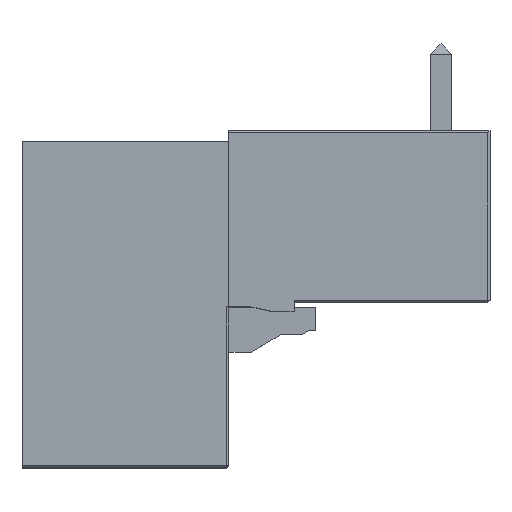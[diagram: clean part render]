
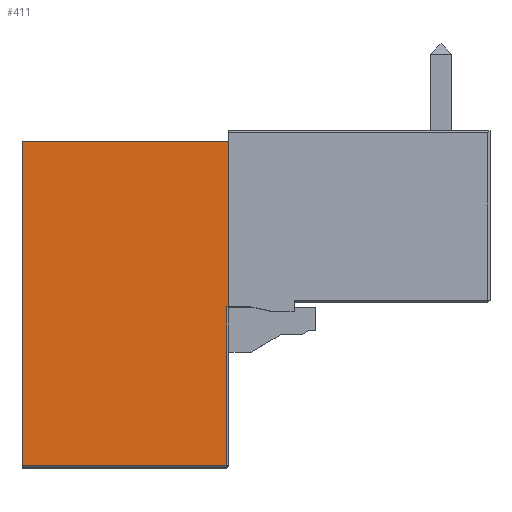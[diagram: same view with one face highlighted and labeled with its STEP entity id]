
A CAD part, top view. The second image highlights one B-rep face of the part: STEP entity #411.
In plain terms, the highlighted planar face has unit normal (0, 0, 1).
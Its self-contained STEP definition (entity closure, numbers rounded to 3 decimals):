
#39 = ORIENTED_EDGE ( 'NONE', *, *, #3440, .F. ) ;
#186 = ORIENTED_EDGE ( 'NONE', *, *, #3572, .T. ) ;
#270 = VERTEX_POINT ( 'NONE', #3333 ) ;
#411 = ADVANCED_FACE ( 'NONE', ( #1660 ), #2032, .T. ) ;
#473 = LINE ( 'NONE', #2435, #5818 ) ;
#518 = VERTEX_POINT ( 'NONE', #3684 ) ;
#742 = ORIENTED_EDGE ( 'NONE', *, *, #4193, .T. ) ;
#786 = CARTESIAN_POINT ( 'NONE',  ( 0.259, 6.9, 6.223 ) ) ;
#920 = ORIENTED_EDGE ( 'NONE', *, *, #3354, .T. ) ;
#1008 = DIRECTION ( 'NONE',  ( 0., 0., 1. ) ) ;
#1256 = VECTOR ( 'NONE', #6362, 1000. ) ;
#1599 = ORIENTED_EDGE ( 'NONE', *, *, #2790, .T. ) ;
#1660 = FACE_OUTER_BOUND ( 'NONE', #4428, .T. ) ;
#2032 = PLANE ( 'NONE',  #3133 ) ;
#2231 = EDGE_CURVE ( 'NONE', #4586, #518, #4538, .T. ) ;
#2302 = CARTESIAN_POINT ( 'NONE',  ( -9.241, 14.5, 6.223 ) ) ;
#2373 = LINE ( 'NONE', #6095, #5118 ) ;
#2418 = CARTESIAN_POINT ( 'NONE',  ( 0.159, 0., 6.223 ) ) ;
#2435 = CARTESIAN_POINT ( 'NONE',  ( -9.241, 15., 6.223 ) ) ;
#2615 = LINE ( 'NONE', #2724, #1256 ) ;
#2724 = CARTESIAN_POINT ( 'NONE',  ( 0., 6.9, 6.223 ) ) ;
#2784 = ORIENTED_EDGE ( 'NONE', *, *, #2231, .T. ) ;
#2790 = EDGE_CURVE ( 'NONE', #518, #4088, #5134, .T. ) ;
#2855 = CARTESIAN_POINT ( 'NONE',  ( 0.159, 6.9, 6.223 ) ) ;
#2989 = DIRECTION ( 'NONE',  ( 0., 1., 0. ) ) ;
#3115 = CARTESIAN_POINT ( 'NONE',  ( 0., -0.4, 6.223 ) ) ;
#3133 = AXIS2_PLACEMENT_3D ( 'NONE', #4102, #1008, #4622 ) ;
#3333 = CARTESIAN_POINT ( 'NONE',  ( -9.241, 14.5, 6.223 ) ) ;
#3354 = EDGE_CURVE ( 'NONE', #4088, #4726, #2615, .T. ) ;
#3440 = EDGE_CURVE ( 'NONE', #270, #4096, #3738, .T. ) ;
#3458 = DIRECTION ( 'NONE',  ( 0., -1., 0. ) ) ;
#3572 = EDGE_CURVE ( 'NONE', #4726, #4096, #2373, .T. ) ;
#3585 = VECTOR ( 'NONE', #5401, 1000. ) ;
#3684 = CARTESIAN_POINT ( 'NONE',  ( 0.159, -0.4, 6.223 ) ) ;
#3738 = LINE ( 'NONE', #2302, #3585 ) ;
#3891 = CARTESIAN_POINT ( 'NONE',  ( 0.259, 14.5, 6.223 ) ) ;
#4088 = VERTEX_POINT ( 'NONE', #2855 ) ;
#4096 = VERTEX_POINT ( 'NONE', #3891 ) ;
#4102 = CARTESIAN_POINT ( 'NONE',  ( 0., 0., 6.223 ) ) ;
#4193 = EDGE_CURVE ( 'NONE', #270, #4586, #473, .T. ) ;
#4428 = EDGE_LOOP ( 'NONE', ( #742, #2784, #1599, #920, #186, #39 ) ) ;
#4538 = LINE ( 'NONE', #3115, #6674 ) ;
#4586 = VERTEX_POINT ( 'NONE', #4801 ) ;
#4622 = DIRECTION ( 'NONE',  ( 1., 0., 0. ) ) ;
#4726 = VERTEX_POINT ( 'NONE', #786 ) ;
#4801 = CARTESIAN_POINT ( 'NONE',  ( -9.241, -0.4, 6.223 ) ) ;
#5118 = VECTOR ( 'NONE', #2989, 1000. ) ;
#5134 = LINE ( 'NONE', #2418, #6539 ) ;
#5401 = DIRECTION ( 'NONE',  ( 1., 0., 0. ) ) ;
#5511 = DIRECTION ( 'NONE',  ( 0., 1., 0. ) ) ;
#5818 = VECTOR ( 'NONE', #3458, 1000. ) ;
#6095 = CARTESIAN_POINT ( 'NONE',  ( 0.259, 15., 6.223 ) ) ;
#6221 = DIRECTION ( 'NONE',  ( 1., 0., 0. ) ) ;
#6362 = DIRECTION ( 'NONE',  ( 1., 0., 0. ) ) ;
#6539 = VECTOR ( 'NONE', #5511, 1000. ) ;
#6674 = VECTOR ( 'NONE', #6221, 1000. ) ;
